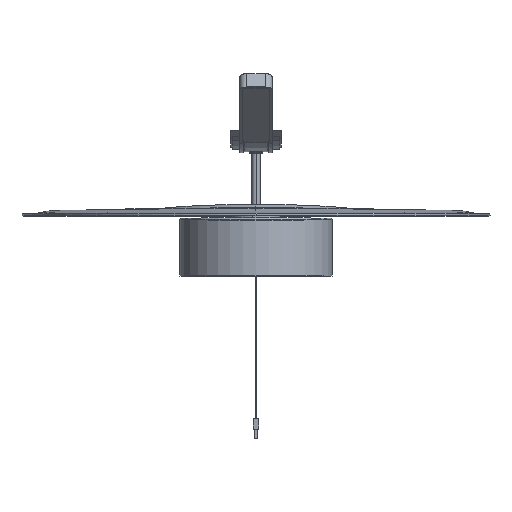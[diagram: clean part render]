
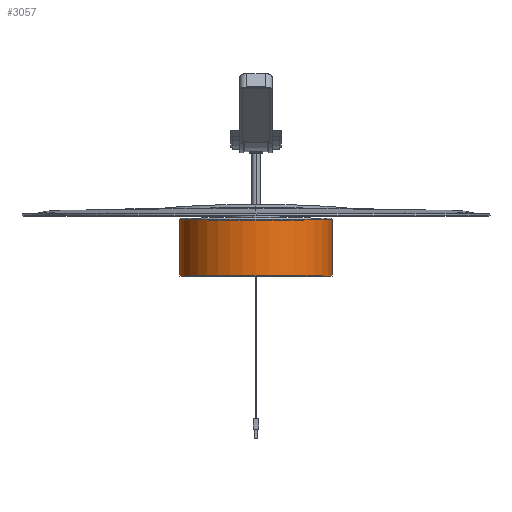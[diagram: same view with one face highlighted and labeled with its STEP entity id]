
A CAD part, top view. The second image highlights one B-rep face of the part: STEP entity #3057.
In plain terms, the highlighted cylindrical face has radius 54.5 mm (diameter 109 mm), a partial arc.
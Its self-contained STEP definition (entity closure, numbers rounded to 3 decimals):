
#2661=CARTESIAN_POINT('',(0.,40.,0.));
#2662=DIRECTION('',(0.,1.,0.));
#2663=DIRECTION('',(1.,0.,0.));
#2664=AXIS2_PLACEMENT_3D('',#2661,#2662,#2663);
#2681=CARTESIAN_POINT('',(54.5,28.55,0.));
#2682=CARTESIAN_POINT('',(54.5,28.55,-0.163));
#2683=CARTESIAN_POINT('',(54.499,28.501,
-0.473));
#2684=CARTESIAN_POINT('',(54.493,28.287,
-0.909));
#2685=CARTESIAN_POINT('',(54.486,27.942,-1.266));
#2686=CARTESIAN_POINT('',(54.479,27.479,-1.502));
#2687=CARTESIAN_POINT('',(54.478,27.165,-1.55));
#2688=CARTESIAN_POINT('',(54.478,27.,-1.55));
#2690=DIRECTION('',(0.,1.,0.));
#2691=VECTOR('',#2690,11.45);
#2692=CARTESIAN_POINT('',(54.5,28.55,0.));
#2693=LINE('',#2692,#2691);
#2694=DIRECTION('',(0.,-1.,0.));
#2695=VECTOR('',#2694,11.45);
#2696=CARTESIAN_POINT('',(-54.5,40.,0.));
#2697=LINE('',#2696,#2695);
#2698=CARTESIAN_POINT('',(-54.478,27.,-1.55));
#2699=CARTESIAN_POINT('',(-54.478,27.135,-1.55));
#2700=CARTESIAN_POINT('',(-54.479,27.397,
-1.517));
#2701=CARTESIAN_POINT('',(-54.483,27.792,
-1.356));
#2702=CARTESIAN_POINT('',(-54.489,28.127,
-1.09));
#2703=CARTESIAN_POINT('',(-54.495,28.365,
-0.77));
#2704=CARTESIAN_POINT('',(-54.499,28.517,
-0.391));
#2705=CARTESIAN_POINT('',(-54.5,28.55,-0.133));
#2706=CARTESIAN_POINT('',(-54.5,28.55,0.));
#2708=CARTESIAN_POINT('',(-54.5,25.45,0.));
#2709=CARTESIAN_POINT('',(-54.5,25.45,-0.163));
#2710=CARTESIAN_POINT('',(-54.499,25.499,
-0.474));
#2711=CARTESIAN_POINT('',(-54.493,25.718,
-0.915));
#2712=CARTESIAN_POINT('',(-54.486,26.058,
-1.265));
#2713=CARTESIAN_POINT('',(-54.479,26.517,
-1.501));
#2714=CARTESIAN_POINT('',(-54.478,26.834,-1.55));
#2715=CARTESIAN_POINT('',(-54.478,27.,-1.55));
#2717=DIRECTION('',(0.,-1.,0.));
#2718=VECTOR('',#2717,25.95);
#2719=CARTESIAN_POINT('',(-54.5,25.45,0.));
#2720=LINE('',#2719,#2718);
#2721=CARTESIAN_POINT('',(0.,-0.5,0.));
#2722=DIRECTION('',(0.,-1.,0.));
#2723=DIRECTION('',(-1.,0.,0.));
#2724=AXIS2_PLACEMENT_3D('',#2721,#2722,#2723);
#2726=DIRECTION('',(0.,1.,0.));
#2727=VECTOR('',#2726,25.95);
#2728=CARTESIAN_POINT('',(54.5,-0.5,0.));
#2729=LINE('',#2728,#2727);
#2730=CARTESIAN_POINT('',(54.478,27.,-1.55));
#2731=CARTESIAN_POINT('',(54.478,26.834,-1.55));
#2732=CARTESIAN_POINT('',(54.479,26.517,-1.501));
#2733=CARTESIAN_POINT('',(54.486,26.058,-1.265));
#2734=CARTESIAN_POINT('',(54.493,25.718,
-0.915));
#2735=CARTESIAN_POINT('',(54.499,25.499,
-0.475));
#2736=CARTESIAN_POINT('',(54.5,25.45,-0.164));
#2737=CARTESIAN_POINT('',(54.5,25.45,0.));
#2965=CARTESIAN_POINT('',(54.5,40.,0.));
#2966=CARTESIAN_POINT('',(-54.5,40.,0.));
#2967=VERTEX_POINT('',#2965);
#2968=VERTEX_POINT('',#2966);
#2985=CARTESIAN_POINT('',(-54.5,-0.5,0.));
#2986=CARTESIAN_POINT('',(54.5,-0.5,0.));
#2987=VERTEX_POINT('',#2985);
#2988=VERTEX_POINT('',#2986);
#2989=VERTEX_POINT('',#2681);
#2990=VERTEX_POINT('',#2688);
#2991=VERTEX_POINT('',#2698);
#2992=VERTEX_POINT('',#2706);
#2993=VERTEX_POINT('',#2737);
#2994=VERTEX_POINT('',#2708);
#3031=CARTESIAN_POINT('',(0.,0.,0.));
#3032=DIRECTION('',(0.,1.,0.));
#3033=DIRECTION('',(1.,0.,0.));
#3034=AXIS2_PLACEMENT_3D('',#3031,#3032,#3033);
#3035=CYLINDRICAL_SURFACE('',#3034,54.5);
#3037=ORIENTED_EDGE('',*,*,#3036,.F.);
#3039=ORIENTED_EDGE('',*,*,#3038,.T.);
#3040=ORIENTED_EDGE('',*,*,#3018,.T.);
#3042=ORIENTED_EDGE('',*,*,#3041,.T.);
#3044=ORIENTED_EDGE('',*,*,#3043,.F.);
#3046=ORIENTED_EDGE('',*,*,#3045,.F.);
#3048=ORIENTED_EDGE('',*,*,#3047,.T.);
#3050=ORIENTED_EDGE('',*,*,#3049,.T.);
#3052=ORIENTED_EDGE('',*,*,#3051,.T.);
#3054=ORIENTED_EDGE('',*,*,#3053,.F.);
#3055=EDGE_LOOP('',(#3037,#3039,#3040,#3042,#3044,#3046,#3048,#3050,#3052,
#3054));
#3056=FACE_OUTER_BOUND('',#3055,.F.);
#3057=ADVANCED_FACE('',(#3056),#3035,.T.);
#2665=CIRCLE('',#2664,54.5);
#2689=B_SPLINE_CURVE_WITH_KNOTS('',3,(#2681,#2682,#2683,#2684,#2685,#2686,#2687,
#2688),.UNSPECIFIED.,.F.,.F.,(4,1,1,1,1,4),(0.,0.2,0.4,0.6,0.8,1.),
.UNSPECIFIED.);
#2707=B_SPLINE_CURVE_WITH_KNOTS('',3,(#2698,#2699,#2700,#2701,#2702,#2703,#2704,
#2705,#2706),.UNSPECIFIED.,.F.,.F.,(4,1,1,1,1,1,4),(0.,0.167,
0.333,0.5,0.667,0.833,1.),
.UNSPECIFIED.);
#2716=B_SPLINE_CURVE_WITH_KNOTS('',3,(#2708,#2709,#2710,#2711,#2712,#2713,#2714,
#2715),.UNSPECIFIED.,.F.,.F.,(4,1,1,1,1,4),(0.,0.2,0.4,0.6,0.8,1.),
.UNSPECIFIED.);
#2725=CIRCLE('',#2724,54.5);
#2738=B_SPLINE_CURVE_WITH_KNOTS('',3,(#2730,#2731,#2732,#2733,#2734,#2735,#2736,
#2737),.UNSPECIFIED.,.F.,.F.,(4,1,1,1,1,4),(0.,0.2,0.4,0.6,0.8,1.),
.UNSPECIFIED.);
#3018=EDGE_CURVE('',#2967,#2968,#2665,.T.);
#3036=EDGE_CURVE('',#2989,#2990,#2689,.T.);
#3038=EDGE_CURVE('',#2989,#2967,#2693,.T.);
#3041=EDGE_CURVE('',#2968,#2992,#2697,.T.);
#3043=EDGE_CURVE('',#2991,#2992,#2707,.T.);
#3045=EDGE_CURVE('',#2994,#2991,#2716,.T.);
#3047=EDGE_CURVE('',#2994,#2987,#2720,.T.);
#3049=EDGE_CURVE('',#2987,#2988,#2725,.T.);
#3051=EDGE_CURVE('',#2988,#2993,#2729,.T.);
#3053=EDGE_CURVE('',#2990,#2993,#2738,.T.);
